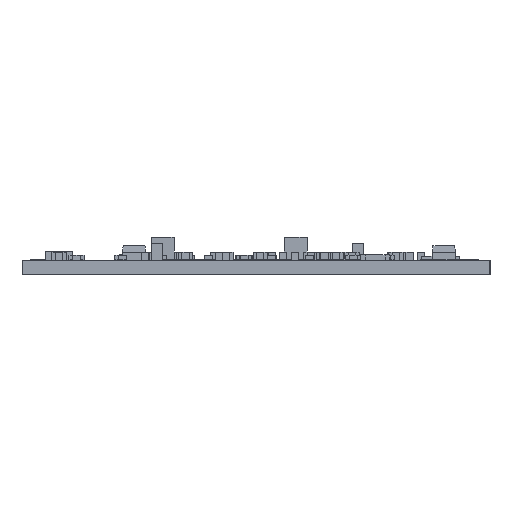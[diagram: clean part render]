
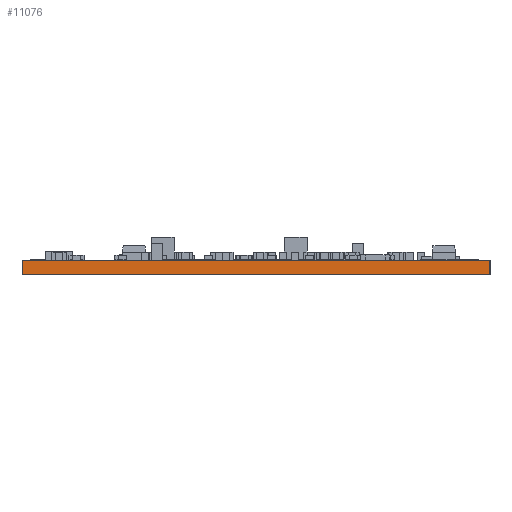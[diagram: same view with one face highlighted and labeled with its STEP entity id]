
A CAD part, left-side view. The second image highlights one B-rep face of the part: STEP entity #11076.
In plain terms, the highlighted planar face has unit normal (-1, 0, 0).
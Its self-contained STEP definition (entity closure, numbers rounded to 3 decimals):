
#1446=PLANE('',#12372);
#1894=FACE_OUTER_BOUND('',#2382,.T.);
#2382=EDGE_LOOP('',(#8617,#8618,#8619,#8620));
#3506=LINE('',#18082,#4144);
#3514=LINE('',#18097,#4152);
#3515=LINE('',#18099,#4153);
#3516=LINE('',#18100,#4154);
#4144=VECTOR('',#15019,10.);
#4152=VECTOR('',#15031,10.);
#4153=VECTOR('',#15034,10.);
#4154=VECTOR('',#15035,10.);
#5784=VERTEX_POINT('',#18079);
#5785=VERTEX_POINT('',#18081);
#5789=VERTEX_POINT('',#18093);
#5790=VERTEX_POINT('',#18095);
#6966=EDGE_CURVE('',#5784,#5785,#3506,.T.);
#6974=EDGE_CURVE('',#5789,#5790,#3514,.T.);
#6975=EDGE_CURVE('',#5784,#5789,#3515,.T.);
#6976=EDGE_CURVE('',#5785,#5790,#3516,.T.);
#8617=ORIENTED_EDGE('',*,*,#6975,.T.);
#8618=ORIENTED_EDGE('',*,*,#6974,.T.);
#8619=ORIENTED_EDGE('',*,*,#6976,.F.);
#8620=ORIENTED_EDGE('',*,*,#6966,.F.);
#11076=ADVANCED_FACE('',(#1894),#1446,.T.);
#12372=AXIS2_PLACEMENT_3D('',#18098,#15032,#15033);
#15019=DIRECTION('',(0.,0.,1.));
#15031=DIRECTION('',(0.,0.,1.));
#15032=DIRECTION('center_axis',(-1.,0.,0.));
#15033=DIRECTION('ref_axis',(0.,-1.,0.));
#15034=DIRECTION('',(0.,-1.,0.));
#15035=DIRECTION('',(0.,-1.,0.));
#18079=CARTESIAN_POINT('',(0.,51.74,0.));
#18081=CARTESIAN_POINT('',(0.,51.74,1.57));
#18082=CARTESIAN_POINT('',(0.,51.74,0.));
#18093=CARTESIAN_POINT('',(0.,0.,0.));
#18095=CARTESIAN_POINT('',(0.,0.,1.57));
#18097=CARTESIAN_POINT('',(0.,0.,0.));
#18098=CARTESIAN_POINT('Origin',(0.,51.74,0.));
#18099=CARTESIAN_POINT('',(0.,51.74,0.));
#18100=CARTESIAN_POINT('',(0.,51.74,1.57));
